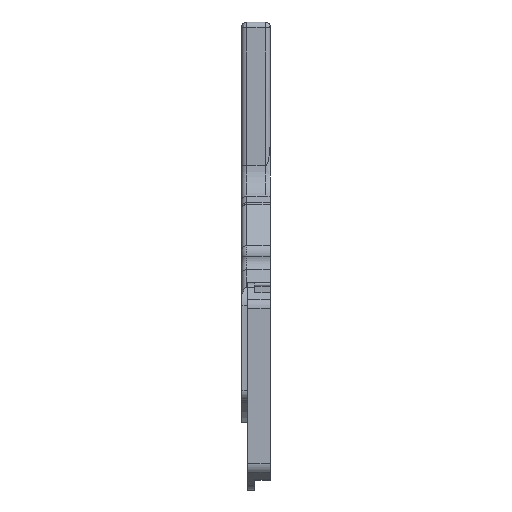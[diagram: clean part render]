
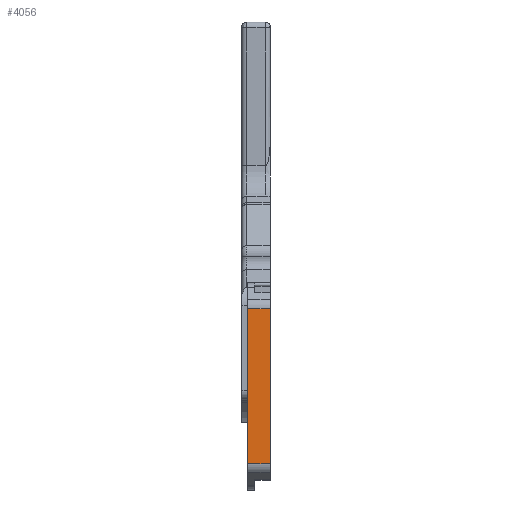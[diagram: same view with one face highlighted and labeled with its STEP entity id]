
A CAD part, left-side view. The second image highlights one B-rep face of the part: STEP entity #4056.
In plain terms, the highlighted planar face has unit normal (-1, 0, 0).
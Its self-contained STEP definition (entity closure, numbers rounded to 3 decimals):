
#46=PLANE('',#4394);
#189=LINE('',#6399,#555);
#251=LINE('',#7262,#617);
#262=LINE('',#7287,#628);
#264=LINE('',#7292,#630);
#555=VECTOR('',#4859,10.);
#617=VECTOR('',#5093,10.);
#628=VECTOR('',#5114,10.);
#630=VECTOR('',#5120,10.);
#1053=FACE_OUTER_BOUND('',#1282,.T.);
#1282=EDGE_LOOP('',(#3174,#3175,#3176,#3177));
#1773=VERTEX_POINT('',#6396);
#1774=VERTEX_POINT('',#6398);
#1888=VERTEX_POINT('',#7260);
#1897=VERTEX_POINT('',#7286);
#2214=EDGE_CURVE('',#1773,#1774,#189,.T.);
#2362=EDGE_CURVE('',#1888,#1773,#251,.T.);
#2374=EDGE_CURVE('',#1774,#1897,#262,.T.);
#2377=EDGE_CURVE('',#1888,#1897,#264,.T.);
#3174=ORIENTED_EDGE('',*,*,#2362,.F.);
#3175=ORIENTED_EDGE('',*,*,#2377,.T.);
#3176=ORIENTED_EDGE('',*,*,#2374,.F.);
#3177=ORIENTED_EDGE('',*,*,#2214,.F.);
#4056=ADVANCED_FACE('',(#1053),#46,.T.);
#4394=AXIS2_PLACEMENT_3D('',#7291,#5118,#5119);
#4859=DIRECTION('',(0.,0.,-1.));
#5093=DIRECTION('',(0.,-1.,0.));
#5114=DIRECTION('',(0.,1.,0.));
#5118=DIRECTION('center_axis',(-1.,0.,0.));
#5119=DIRECTION('ref_axis',(0.,0.,-1.));
#5120=DIRECTION('',(0.,0.,-1.));
#6396=CARTESIAN_POINT('',(-34.418,-10.,53.321));
#6398=CARTESIAN_POINT('',(-34.418,-10.,27.207));
#6399=CARTESIAN_POINT('',(-34.418,-10.,54.264));
#7260=CARTESIAN_POINT('',(-34.418,-6.2,53.321));
#7262=CARTESIAN_POINT('',(-34.418,-6.2,53.321));
#7286=CARTESIAN_POINT('',(-34.418,-6.2,27.207));
#7287=CARTESIAN_POINT('',(-34.418,-6.2,27.207));
#7291=CARTESIAN_POINT('Origin',(-34.418,-6.2,54.264));
#7292=CARTESIAN_POINT('',(-34.418,-6.2,54.264));
